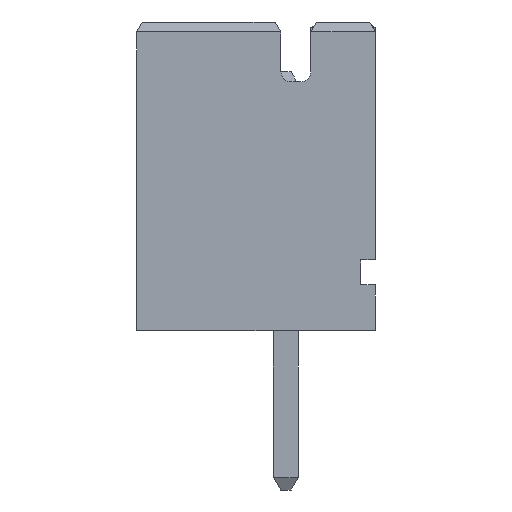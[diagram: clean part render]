
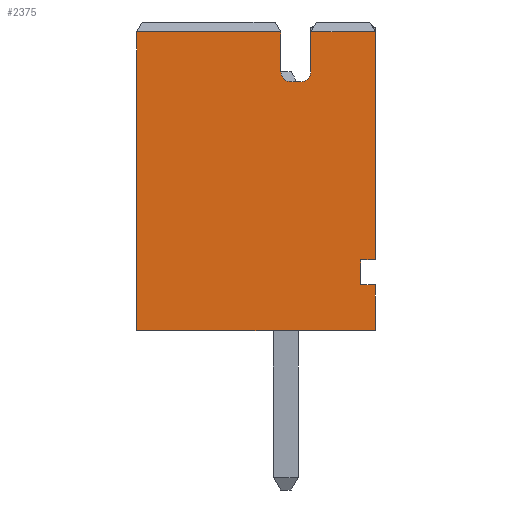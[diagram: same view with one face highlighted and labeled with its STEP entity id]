
A CAD part, left-side view. The second image highlights one B-rep face of the part: STEP entity #2375.
In plain terms, the highlighted planar face has unit normal (-1, 0, 0).
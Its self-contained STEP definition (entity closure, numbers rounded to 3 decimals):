
#21 = LINE ( 'NONE', #8657, #1638 ) ;
#63 = CARTESIAN_POINT ( 'NONE',  ( -3., -0.7, -1.2 ) ) ;
#105 = CARTESIAN_POINT ( 'NONE',  ( -3., -2.4, -6.2 ) ) ;
#601 = LINE ( 'NONE', #5469, #5574 ) ;
#735 = CIRCLE ( 'NONE', #9739, 0.2 ) ;
#1119 = DIRECTION ( 'NONE',  ( -1., 0., 0. ) ) ;
#1120 = DIRECTION ( 'NONE',  ( 0., 0., -1. ) ) ;
#1300 = CARTESIAN_POINT ( 'NONE',  ( -3., 2.4, -0.2 ) ) ;
#1421 = LINE ( 'NONE', #6298, #7650 ) ;
#1626 = ORIENTED_EDGE ( 'NONE', *, *, #7114, .F. ) ;
#1638 = VECTOR ( 'NONE', #13510, 1000. ) ;
#1882 = CARTESIAN_POINT ( 'NONE',  ( -3., -0.9, -1. ) ) ;
#1930 = EDGE_CURVE ( 'NONE', #11377, #9154, #14612, .T. ) ;
#1981 = CARTESIAN_POINT ( 'NONE',  ( -3., -1.1, -0.2 ) ) ;
#2043 = CARTESIAN_POINT ( 'NONE',  ( -3., -1.1, 0. ) ) ;
#2375 = ADVANCED_FACE ( 'NONE', ( #13440 ), #2469, .T. ) ;
#2432 = VECTOR ( 'NONE', #4975, 1000. ) ;
#2469 = PLANE ( 'NONE',  #9785 ) ;
#3250 = LINE ( 'NONE', #8142, #8953 ) ;
#3289 = CARTESIAN_POINT ( 'NONE',  ( -3., -2.1, -5.278 ) ) ;
#3376 = CARTESIAN_POINT ( 'NONE',  ( -3., -1.1, -0.2 ) ) ;
#3507 = CARTESIAN_POINT ( 'NONE',  ( -3., -2.4, -4.778 ) ) ;
#3530 = LINE ( 'NONE', #12155, #6879 ) ;
#3648 = CARTESIAN_POINT ( 'NONE',  ( -3., -2.1, -5.278 ) ) ;
#4194 = CARTESIAN_POINT ( 'NONE',  ( -3., 2.4, -0.2 ) ) ;
#4415 = LINE ( 'NONE', #9329, #12438 ) ;
#4432 = CARTESIAN_POINT ( 'NONE',  ( -3., -0.7, -1.2 ) ) ;
#4698 = CARTESIAN_POINT ( 'NONE',  ( -3., -2.1, -4.778 ) ) ;
#4918 = CARTESIAN_POINT ( 'NONE',  ( -3., -2.1, -4.778 ) ) ;
#4975 = DIRECTION ( 'NONE',  ( 0., -1., 0. ) ) ;
#5014 = DIRECTION ( 'NONE',  ( -1., 0., 0. ) ) ;
#5358 = EDGE_CURVE ( 'NONE', #13595, #9154, #1421, .T. ) ;
#5443 = VERTEX_POINT ( 'NONE', #14085 ) ;
#5469 = CARTESIAN_POINT ( 'NONE',  ( -3., -2.4, -6.2 ) ) ;
#5499 = ORIENTED_EDGE ( 'NONE', *, *, #9719, .F. ) ;
#5519 = VECTOR ( 'NONE', #9106, 1000. ) ;
#5574 = VECTOR ( 'NONE', #10419, 1000. ) ;
#5856 = AXIS2_PLACEMENT_3D ( 'NONE', #12154, #1119, #5993 ) ;
#5975 = ORIENTED_EDGE ( 'NONE', *, *, #8107, .F. ) ;
#5993 = DIRECTION ( 'NONE',  ( 0., 0., -1. ) ) ;
#6223 = ORIENTED_EDGE ( 'NONE', *, *, #1930, .F. ) ;
#6298 = CARTESIAN_POINT ( 'NONE',  ( -3., -2.4, -6.2 ) ) ;
#6633 = VECTOR ( 'NONE', #6839, 1000. ) ;
#6728 = VERTEX_POINT ( 'NONE', #3376 ) ;
#6735 = DIRECTION ( 'NONE',  ( -1., 0., 0. ) ) ;
#6839 = DIRECTION ( 'NONE',  ( 0., 1., 0. ) ) ;
#6879 = VECTOR ( 'NONE', #1120, 1000. ) ;
#6894 = VERTEX_POINT ( 'NONE', #13364 ) ;
#6908 = DIRECTION ( 'NONE',  ( 0., 0., 1. ) ) ;
#7000 = EDGE_CURVE ( 'NONE', #8833, #5443, #735, .T. ) ;
#7082 = VERTEX_POINT ( 'NONE', #4432 ) ;
#7114 = EDGE_CURVE ( 'NONE', #5443, #6728, #13019, .T. ) ;
#7239 = VERTEX_POINT ( 'NONE', #4918 ) ;
#7282 = ORIENTED_EDGE ( 'NONE', *, *, #10126, .T. ) ;
#7650 = VECTOR ( 'NONE', #11247, 1000. ) ;
#7864 = VECTOR ( 'NONE', #9626, 1000. ) ;
#8107 = EDGE_CURVE ( 'NONE', #7239, #11377, #21, .T. ) ;
#8142 = CARTESIAN_POINT ( 'NONE',  ( -3., -2.4, -6.2 ) ) ;
#8184 = VERTEX_POINT ( 'NONE', #14126 ) ;
#8222 = EDGE_CURVE ( 'NONE', #15658, #11134, #4415, .T. ) ;
#8315 = EDGE_CURVE ( 'NONE', #7082, #8833, #11125, .T. ) ;
#8510 = ORIENTED_EDGE ( 'NONE', *, *, #11868, .T. ) ;
#8563 = DIRECTION ( 'NONE',  ( 0., -1., 0. ) ) ;
#8623 = EDGE_CURVE ( 'NONE', #6894, #11367, #3530, .T. ) ;
#8657 = CARTESIAN_POINT ( 'NONE',  ( -3., -2.1, -4.778 ) ) ;
#8833 = VERTEX_POINT ( 'NONE', #13123 ) ;
#8907 = EDGE_CURVE ( 'NONE', #8184, #6728, #12963, .T. ) ;
#8953 = VECTOR ( 'NONE', #13025, 1000. ) ;
#8955 = VECTOR ( 'NONE', #6908, 1000. ) ;
#9074 = ORIENTED_EDGE ( 'NONE', *, *, #13100, .T. ) ;
#9106 = DIRECTION ( 'NONE',  ( 0., 1., 0. ) ) ;
#9154 = VERTEX_POINT ( 'NONE', #12283 ) ;
#9329 = CARTESIAN_POINT ( 'NONE',  ( -3., 2.4, -6.2 ) ) ;
#9626 = DIRECTION ( 'NONE',  ( 0., -1., 0. ) ) ;
#9719 = EDGE_CURVE ( 'NONE', #11367, #7082, #12795, .T. ) ;
#9739 = AXIS2_PLACEMENT_3D ( 'NONE', #1882, #6735, #11694 ) ;
#9785 = AXIS2_PLACEMENT_3D ( 'NONE', #105, #5014, #9950 ) ;
#9944 = ORIENTED_EDGE ( 'NONE', *, *, #8907, .T. ) ;
#9950 = DIRECTION ( 'NONE',  ( 0., 0., 1. ) ) ;
#10085 = EDGE_CURVE ( 'NONE', #15658, #13595, #601, .T. ) ;
#10126 = EDGE_CURVE ( 'NONE', #11885, #8184, #3250, .T. ) ;
#10190 = ORIENTED_EDGE ( 'NONE', *, *, #10085, .T. ) ;
#10319 = ORIENTED_EDGE ( 'NONE', *, *, #8315, .F. ) ;
#10419 = DIRECTION ( 'NONE',  ( 0., -1., 0. ) ) ;
#11125 = LINE ( 'NONE', #63, #2432 ) ;
#11134 = VERTEX_POINT ( 'NONE', #1300 ) ;
#11247 = DIRECTION ( 'NONE',  ( 0., 0., 1. ) ) ;
#11367 = VERTEX_POINT ( 'NONE', #14270 ) ;
#11377 = VERTEX_POINT ( 'NONE', #3289 ) ;
#11694 = DIRECTION ( 'NONE',  ( 0., 0., 1. ) ) ;
#11868 = EDGE_CURVE ( 'NONE', #7239, #11885, #15654, .T. ) ;
#11885 = VERTEX_POINT ( 'NONE', #3507 ) ;
#12154 = CARTESIAN_POINT ( 'NONE',  ( -3., -0.7, -1. ) ) ;
#12155 = CARTESIAN_POINT ( 'NONE',  ( -3., -0.5, 0. ) ) ;
#12283 = CARTESIAN_POINT ( 'NONE',  ( -3., -2.4, -5.278 ) ) ;
#12438 = VECTOR ( 'NONE', #14201, 1000. ) ;
#12697 = ORIENTED_EDGE ( 'NONE', *, *, #5358, .T. ) ;
#12795 = CIRCLE ( 'NONE', #5856, 0.2 ) ;
#12963 = LINE ( 'NONE', #1981, #6633 ) ;
#13019 = LINE ( 'NONE', #2043, #8955 ) ;
#13025 = DIRECTION ( 'NONE',  ( 0., 0., 1. ) ) ;
#13100 = EDGE_CURVE ( 'NONE', #6894, #11134, #15156, .T. ) ;
#13123 = CARTESIAN_POINT ( 'NONE',  ( -3., -0.9, -1.2 ) ) ;
#13131 = ORIENTED_EDGE ( 'NONE', *, *, #7000, .F. ) ;
#13364 = CARTESIAN_POINT ( 'NONE',  ( -3., -0.5, -0.2 ) ) ;
#13440 = FACE_OUTER_BOUND ( 'NONE', #13638, .T. ) ;
#13445 = VECTOR ( 'NONE', #8563, 1000. ) ;
#13510 = DIRECTION ( 'NONE',  ( 0., 0., -1. ) ) ;
#13595 = VERTEX_POINT ( 'NONE', #15276 ) ;
#13638 = EDGE_LOOP ( 'NONE', ( #7282, #9944, #1626, #13131, #10319, #5499, #15430, #9074, #15741, #10190, #12697, #6223, #5975, #8510 ) ) ;
#13955 = CARTESIAN_POINT ( 'NONE',  ( -3., 2.4, -6.2 ) ) ;
#14085 = CARTESIAN_POINT ( 'NONE',  ( -3., -1.1, -1. ) ) ;
#14126 = CARTESIAN_POINT ( 'NONE',  ( -3., -2.4, -0.2 ) ) ;
#14201 = DIRECTION ( 'NONE',  ( 0., 0., 1. ) ) ;
#14270 = CARTESIAN_POINT ( 'NONE',  ( -3., -0.5, -1. ) ) ;
#14612 = LINE ( 'NONE', #3648, #13445 ) ;
#15156 = LINE ( 'NONE', #4194, #5519 ) ;
#15276 = CARTESIAN_POINT ( 'NONE',  ( -3., -2.4, -6.2 ) ) ;
#15430 = ORIENTED_EDGE ( 'NONE', *, *, #8623, .F. ) ;
#15654 = LINE ( 'NONE', #4698, #7864 ) ;
#15658 = VERTEX_POINT ( 'NONE', #13955 ) ;
#15741 = ORIENTED_EDGE ( 'NONE', *, *, #8222, .F. ) ;
